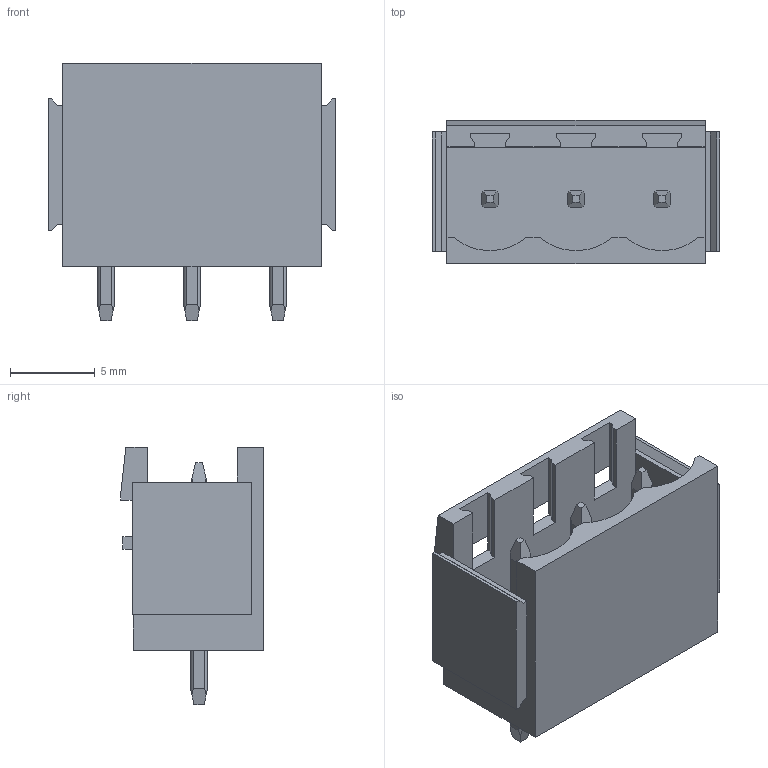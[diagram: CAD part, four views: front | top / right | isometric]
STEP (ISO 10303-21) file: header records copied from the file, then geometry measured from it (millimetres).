
FILE_DESCRIPTION(('CATIA V5 STEP Exchange','CAx-IF Rec.Pracs.--- Model Styling and Organization---1.2---2011-12-15'),'2;1');
FILE_NAME ('D1449041_0', '2018-10-27T04:48:34+00:00', ('none'), ('Weidmueller'), 'CATIA Version 5-6 Release 2014', 'CATIA V5 STEP AP214', 'none');
FILE_SCHEMA(('AUTOMOTIVE_DESIGN { 1 0 10303 214 1 1 1 1 }'));
Length unit declared in the file: millimetre
Products named in the file (1): 1147330000
Bounding box: 17 x 8.43 x 15.2 mm (x, y, z)
Volume: 785.8 mm3; surface area: 1399.4 mm2
Topology: 4 solids, 4 shells, 155 faces, 447 edges, 294 vertices
Faces by surface type: plane 126, cylinder 29
Entity records: 4769 total; most frequent: CARTESIAN_POINT 1011, ORIENTED_EDGE 894, DIRECTION 577, EDGE_CURVE 447, VECTOR 337, LINE 337, VERTEX_POINT 294, EDGE_LOOP 161
